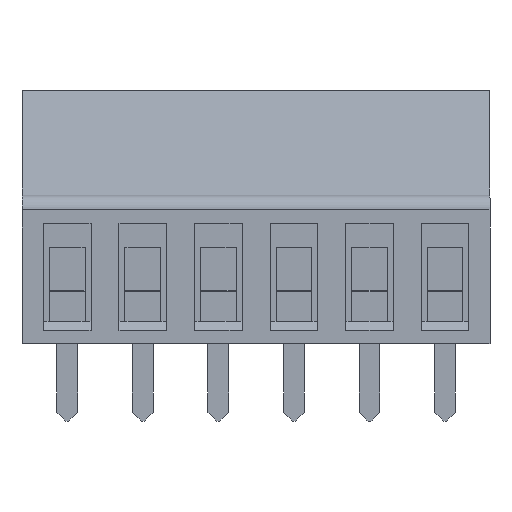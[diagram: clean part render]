
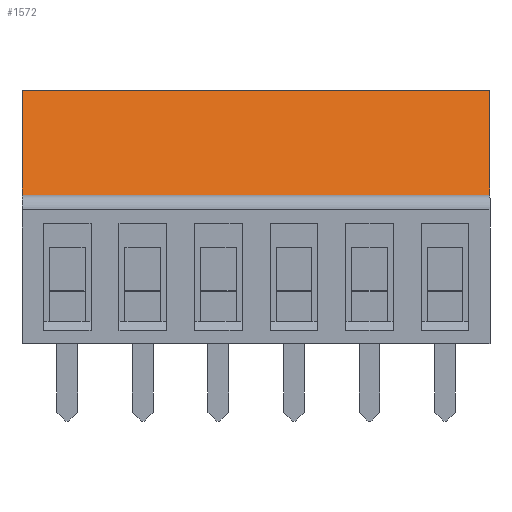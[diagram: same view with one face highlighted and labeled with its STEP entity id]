
A CAD part, front view. The second image highlights one B-rep face of the part: STEP entity #1572.
In plain terms, the highlighted planar face has unit normal (0, -0.968, 0.252).
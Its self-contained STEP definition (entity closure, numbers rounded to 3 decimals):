
#823 = VECTOR ( 'NONE', #24332, 1000. ) ;
#1572 = ADVANCED_FACE ( 'NONE', ( #10633 ), #35625, .F. ) ;
#1862 = EDGE_CURVE ( 'NONE', #36222, #2301, #31042, .T. ) ;
#2014 = ORIENTED_EDGE ( 'NONE', *, *, #1862, .T. ) ;
#2301 = VERTEX_POINT ( 'NONE', #14581 ) ;
#2714 = AXIS2_PLACEMENT_3D ( 'NONE', #32179, #10231, #4794 ) ;
#4794 = DIRECTION ( 'NONE',  ( 0., -0.252, -0.968 ) ) ;
#6766 = VERTEX_POINT ( 'NONE', #8466 ) ;
#8466 = CARTESIAN_POINT ( 'NONE',  ( 7.86, -1.215, 8.5 ) ) ;
#8832 = LINE ( 'NONE', #18357, #14062 ) ;
#10014 = EDGE_LOOP ( 'NONE', ( #2014, #17205, #23111, #19827 ) ) ;
#10231 = DIRECTION ( 'NONE',  ( 0., 0.968, -0.252 ) ) ;
#10633 = FACE_OUTER_BOUND ( 'NONE', #10014, .T. ) ;
#13612 = VECTOR ( 'NONE', #33308, 1000. ) ;
#14062 = VECTOR ( 'NONE', #39459, 1000. ) ;
#14581 = CARTESIAN_POINT ( 'NONE',  ( 7.86, -2.125, 5. ) ) ;
#14762 = CARTESIAN_POINT ( 'NONE',  ( -5.08, -2.125, 5. ) ) ;
#14972 = VECTOR ( 'NONE', #34472, 1000. ) ;
#16159 = EDGE_CURVE ( 'NONE', #36222, #35062, #18001, .T. ) ;
#17205 = ORIENTED_EDGE ( 'NONE', *, *, #29676, .F. ) ;
#18001 = LINE ( 'NONE', #21227, #823 ) ;
#18256 = EDGE_CURVE ( 'NONE', #35062, #6766, #22059, .T. ) ;
#18357 = CARTESIAN_POINT ( 'NONE',  ( 7.86, -1.215, 8.5 ) ) ;
#19827 = ORIENTED_EDGE ( 'NONE', *, *, #16159, .F. ) ;
#21227 = CARTESIAN_POINT ( 'NONE',  ( -7.86, -2.125, 5. ) ) ;
#22059 = LINE ( 'NONE', #25328, #14972 ) ;
#22969 = CARTESIAN_POINT ( 'NONE',  ( -7.86, -1.215, 8.5 ) ) ;
#23111 = ORIENTED_EDGE ( 'NONE', *, *, #18256, .F. ) ;
#24332 = DIRECTION ( 'NONE',  ( 0., 0.252, 0.968 ) ) ;
#25328 = CARTESIAN_POINT ( 'NONE',  ( -5.08, -1.215, 8.5 ) ) ;
#27250 = CARTESIAN_POINT ( 'NONE',  ( -7.86, -2.125, 5. ) ) ;
#29676 = EDGE_CURVE ( 'NONE', #6766, #2301, #8832, .T. ) ;
#31042 = LINE ( 'NONE', #14762, #13612 ) ;
#32179 = CARTESIAN_POINT ( 'NONE',  ( -5.08, -1.215, 8.5 ) ) ;
#33308 = DIRECTION ( 'NONE',  ( 1., 0., 0. ) ) ;
#34472 = DIRECTION ( 'NONE',  ( 1., 0., 0. ) ) ;
#35062 = VERTEX_POINT ( 'NONE', #22969 ) ;
#35625 = PLANE ( 'NONE',  #2714 ) ;
#36222 = VERTEX_POINT ( 'NONE', #27250 ) ;
#39459 = DIRECTION ( 'NONE',  ( 0., -0.252, -0.968 ) ) ;
